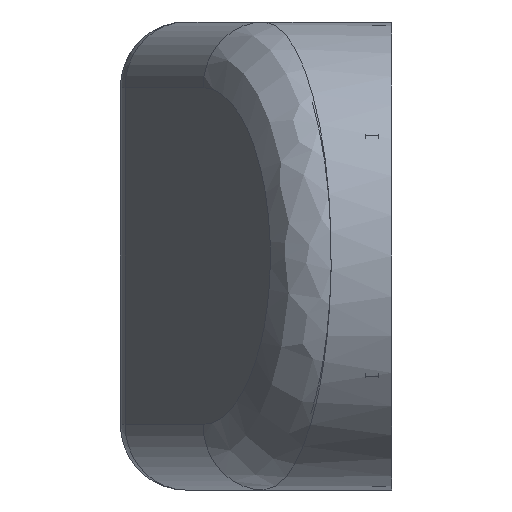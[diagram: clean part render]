
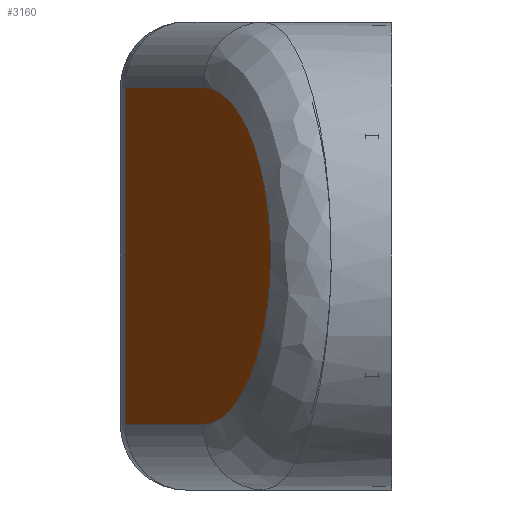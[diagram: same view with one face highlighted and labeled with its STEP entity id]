
A CAD part, left-side view. The second image highlights one B-rep face of the part: STEP entity #3160.
In plain terms, the highlighted planar face has unit normal (-0.371, 0.928, 0).
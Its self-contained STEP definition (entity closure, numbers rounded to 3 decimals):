
#45=DIRECTION('',(0.,0.,-1.));
#46=VECTOR('',#45,51.4);
#47=CARTESIAN_POINT('',(-273.288,19.985,25.7));
#48=LINE('',#47,#46);
#49=DIRECTION('',(-0.928,-0.371,0.));
#50=VECTOR('',#49,32.016);
#51=CARTESIAN_POINT('',(-273.288,19.985,25.7));
#52=LINE('',#51,#50);
#53=CARTESIAN_POINT('',(-303.014,8.094,25.7));
#54=CARTESIAN_POINT('',(-304.027,7.689,25.7));
#55=CARTESIAN_POINT('',(-305.988,6.905,25.579));
#56=CARTESIAN_POINT('',(-308.685,5.826,25.115));
#57=CARTESIAN_POINT('',(-311.271,4.792,24.386));
#58=CARTESIAN_POINT('',(-313.727,3.809,23.41));
#59=CARTESIAN_POINT('',(-316.089,2.865,22.18));
#60=CARTESIAN_POINT('',(-318.334,1.966,20.693));
#61=CARTESIAN_POINT('',(-320.376,1.149,19.008));
#62=CARTESIAN_POINT('',(-322.234,0.406,17.133));
#63=CARTESIAN_POINT('',(-324.052,-0.321,14.871));
#64=CARTESIAN_POINT('',(-325.824,-1.029,12.018));
#65=CARTESIAN_POINT('',(-327.372,-1.649,8.532));
#66=CARTESIAN_POINT('',(-328.508,-2.103,4.236));
#67=CARTESIAN_POINT('',(-328.848,-2.239,
-0.522));
#68=CARTESIAN_POINT('',(-328.362,-2.045,-4.84));
#69=CARTESIAN_POINT('',(-327.348,-1.639,-8.523));
#70=CARTESIAN_POINT('',(-325.994,-1.097,-11.655));
#71=CARTESIAN_POINT('',(-324.468,-0.487,
-14.244));
#72=CARTESIAN_POINT('',(-322.849,0.16,-16.413));
#73=CARTESIAN_POINT('',(-321.061,0.876,-18.363));
#74=CARTESIAN_POINT('',(-319.036,1.685,-20.155));
#75=CARTESIAN_POINT('',(-316.848,2.561,-21.714));
#76=CARTESIAN_POINT('',(-314.53,3.488,-23.027));
#77=CARTESIAN_POINT('',(-312.095,4.462,-24.092));
#78=CARTESIAN_POINT('',(-309.459,5.516,-24.933));
#79=CARTESIAN_POINT('',(-306.498,6.701,-25.53));
#80=CARTESIAN_POINT('',(-304.221,7.612,-25.7));
#81=CARTESIAN_POINT('',(-303.014,8.094,-25.7));
#83=DIRECTION('',(0.928,0.371,0.));
#84=VECTOR('',#83,32.016);
#85=CARTESIAN_POINT('',(-303.014,8.094,-25.7));
#86=LINE('',#85,#84);
#2417=VERTEX_POINT('',#53);
#2418=VERTEX_POINT('',#81);
#2423=CARTESIAN_POINT('',(-273.288,19.985,-25.7));
#2424=VERTEX_POINT('',#2423);
#2425=CARTESIAN_POINT('',(-273.288,19.985,25.7));
#2426=VERTEX_POINT('',#2425);
#3146=CARTESIAN_POINT('',(-271.5,20.7,-35.7));
#3147=DIRECTION('',(-0.371,0.928,0.));
#3148=DIRECTION('',(-0.928,-0.371,0.));
#3149=AXIS2_PLACEMENT_3D('',#3146,#3147,#3148);
#3150=PLANE('',#3149);
#3151=ORIENTED_EDGE('',*,*,#3136,.F.);
#3153=ORIENTED_EDGE('',*,*,#3152,.T.);
#3155=ORIENTED_EDGE('',*,*,#3154,.T.);
#3157=ORIENTED_EDGE('',*,*,#3156,.T.);
#3158=EDGE_LOOP('',(#3151,#3153,#3155,#3157));
#3159=FACE_OUTER_BOUND('',#3158,.F.);
#3160=ADVANCED_FACE('',(#3159),#3150,.T.);
#82=B_SPLINE_CURVE_WITH_KNOTS('',3,(#53,#54,#55,#56,#57,#58,#59,#60,#61,#62,#63,
#64,#65,#66,#67,#68,#69,#70,#71,#72,#73,#74,#75,#76,#77,#78,#79,#80,#81),
.UNSPECIFIED.,.F.,.F.,(4,1,1,1,1,1,1,1,1,1,1,1,1,1,1,1,1,1,1,1,1,1,1,1,1,1,4),(
0.,0.038,0.077,0.115,0.154,
0.192,0.231,0.269,0.308,
0.346,0.385,0.423,0.462,0.5,
0.538,0.577,0.615,0.654,
0.692,0.731,0.769,0.808,
0.846,0.885,0.923,0.962,1.),
.UNSPECIFIED.);
#3136=EDGE_CURVE('',#2426,#2424,#48,.T.);
#3152=EDGE_CURVE('',#2426,#2417,#52,.T.);
#3154=EDGE_CURVE('',#2417,#2418,#82,.T.);
#3156=EDGE_CURVE('',#2418,#2424,#86,.T.);
